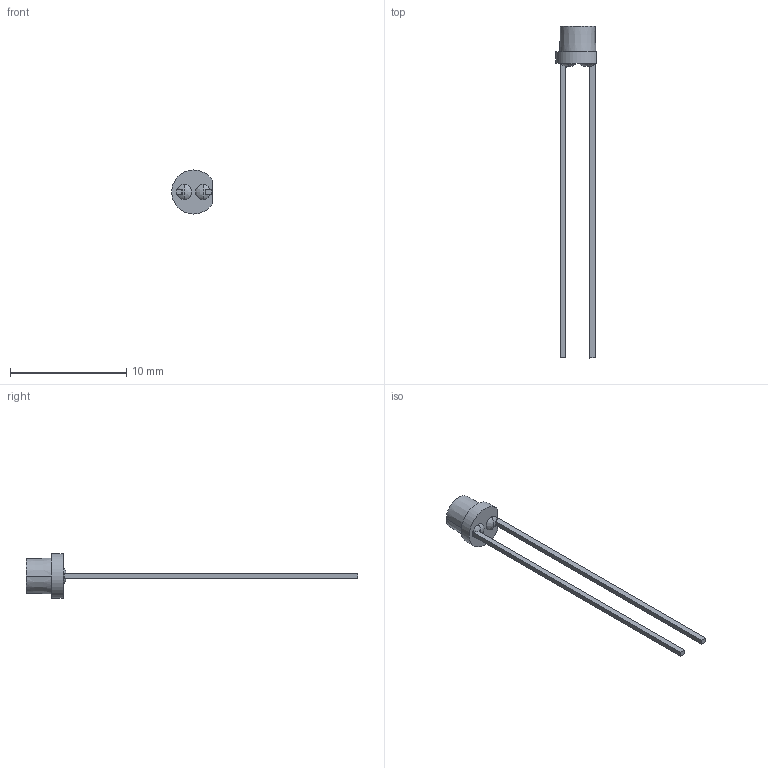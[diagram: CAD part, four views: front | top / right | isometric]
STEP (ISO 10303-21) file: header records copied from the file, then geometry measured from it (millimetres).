
FILE_DESCRIPTION (( 'STEP AP203' ), '1' );
FILE_NAME ('ALS-PDIC144-6C.STEP', '2014-09-12T09:18:32', ( 'demo' ), ( '' ), 'SwSTEP 2.0', 'SolidWorks 2010', '' );
FILE_SCHEMA (( 'CONFIG_CONTROL_DESIGN' ));
Length unit declared in the file: millimetre
Products named in the file (1): ALS-PDIC144-6C
Bounding box: 3.5 x 28.6 x 3.8 mm (x, y, z)
Volume: 37.6 mm3; surface area: 146.9 mm2
Topology: 3 solids, 3 shells, 27 faces, 60 edges, 38 vertices
Faces by surface type: plane 14, bspline 6, cylinder 5, cone 2
Entity records: 847 total; most frequent: CARTESIAN_POINT 220, ORIENTED_EDGE 112, DIRECTION 110, EDGE_CURVE 56, AXIS2_PLACEMENT_3D 40, VERTEX_POINT 38, EDGE_LOOP 30, VECTOR 30
